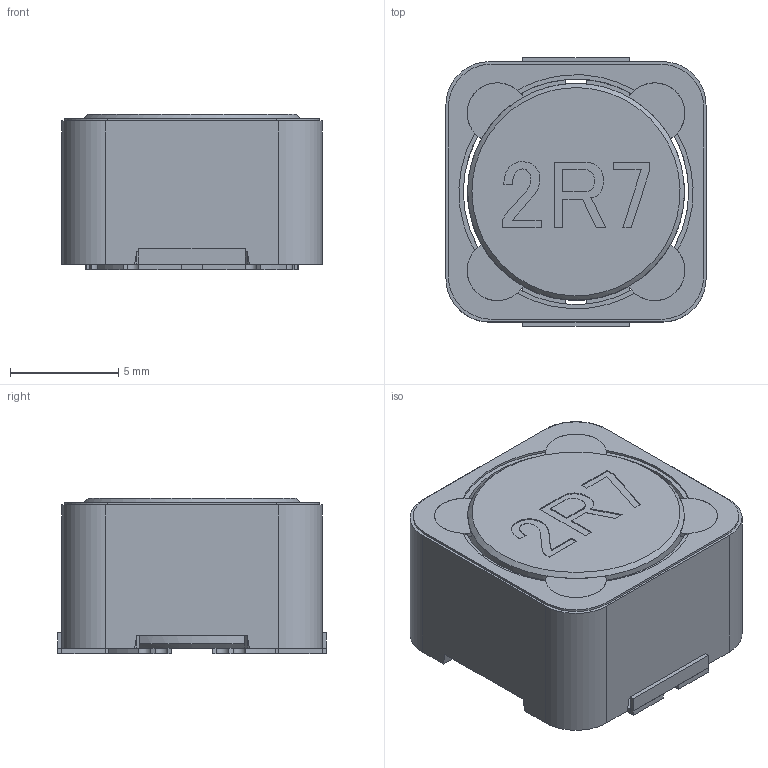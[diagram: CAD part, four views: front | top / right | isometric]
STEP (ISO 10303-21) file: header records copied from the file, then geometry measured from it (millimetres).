
FILE_DESCRIPTION( ('This file contains a STEP AP42 implementation' ,'as created by ZW3D STEP Interface translator.') ,'2;1' );
FILE_NAME( 'CS1280-L(2R7).stp' ,'14 925.101656', (''), ('ZWCAD Software Co.'), 'Version 1.0', 'ZW3D to STEP translator', '' );
FILE_SCHEMA( ('CONFIG_CONTROL_DESIGN') );
Length unit declared in the file: millimetre
Products named in the file (1): 0
Bounding box: 12 x 12.4 x 7.15 mm (x, y, z)
Volume: 572.3 mm3; surface area: 1298.2 mm2
Topology: 18 solids, 18 shells, 267 faces, 670 edges, 446 vertices
Faces by surface type: bspline 267
Entity records: 7648 total; most frequent: CARTESIAN_POINT 3671, ORIENTED_EDGE 1340, EDGE_CURVE 670, B_SPLINE_CURVE_WITH_KNOTS 466, VERTEX_POINT 446, EDGE_LOOP 276, FACE_OUTER_BOUND 267, ADVANCED_FACE 267
